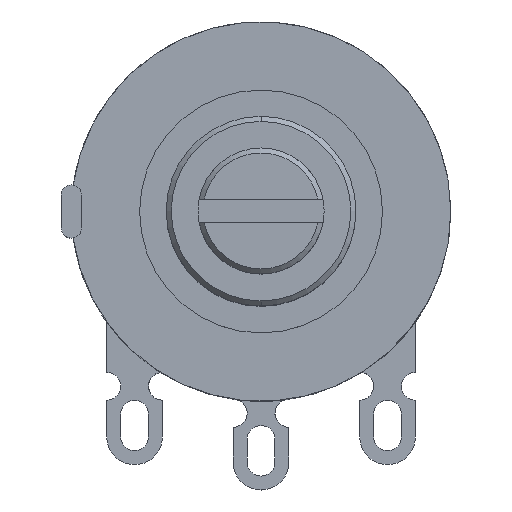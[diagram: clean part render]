
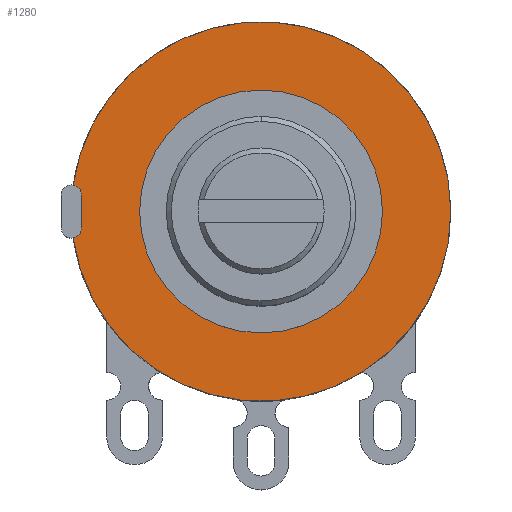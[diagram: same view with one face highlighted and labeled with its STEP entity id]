
A CAD part, top view. The second image highlights one B-rep face of the part: STEP entity #1280.
In plain terms, the highlighted planar face has unit normal (0, 0, 1).
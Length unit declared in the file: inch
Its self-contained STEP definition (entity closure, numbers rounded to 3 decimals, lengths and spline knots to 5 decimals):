
#2=CARTESIAN_POINT('',(0.,0.,0.));
#3=DIRECTION('',(0.,0.,1.));
#4=DIRECTION('',(0.,-1.,0.));
#5=AXIS2_PLACEMENT_3D('',#2,#3,#4);
#7=CARTESIAN_POINT('',(0.,0.,0.));
#8=DIRECTION('',(0.,0.,1.));
#9=DIRECTION('',(0.,1.,0.));
#10=AXIS2_PLACEMENT_3D('',#7,#8,#9);
#12=CARTESIAN_POINT('',(-0.375,-0.0325,0.));
#13=DIRECTION('',(0.,0.,1.));
#14=DIRECTION('',(0.182,-0.983,0.));
#15=AXIS2_PLACEMENT_3D('',#12,#13,#14);
#17=DIRECTION('',(0.,1.,0.));
#18=VECTOR('',#17,0.065);
#19=CARTESIAN_POINT('',(-0.355,-0.0325,0.));
#20=LINE('',#19,#18);
#21=CARTESIAN_POINT('',(-0.375,0.0325,0.));
#22=DIRECTION('',(0.,0.,1.));
#23=DIRECTION('',(1.,0.,0.));
#24=AXIS2_PLACEMENT_3D('',#21,#22,#23);
#26=CARTESIAN_POINT('',(0.,0.,0.));
#27=DIRECTION('',(0.,0.,-1.));
#28=DIRECTION('',(-0.99,0.139,0.));
#29=AXIS2_PLACEMENT_3D('',#26,#27,#28);
#31=CARTESIAN_POINT('',(0.,0.,0.));
#32=DIRECTION('',(0.,0.,-1.));
#33=DIRECTION('',(1.,0.,0.));
#34=AXIS2_PLACEMENT_3D('',#31,#32,#33);
#979=CARTESIAN_POINT('',(0.,-0.24,0.));
#980=CARTESIAN_POINT('',(0.,0.24,0.));
#981=VERTEX_POINT('',#979);
#982=VERTEX_POINT('',#980);
#1002=CARTESIAN_POINT('',(0.375,0.,0.));
#1004=VERTEX_POINT('',#1002);
#1191=CARTESIAN_POINT('',(-0.37135,-0.05216,0.));
#1192=CARTESIAN_POINT('',(-0.355,-0.0325,0.));
#1193=VERTEX_POINT('',#1191);
#1194=VERTEX_POINT('',#1192);
#1195=CARTESIAN_POINT('',(-0.355,0.0325,0.));
#1196=VERTEX_POINT('',#1195);
#1197=CARTESIAN_POINT('',(-0.37135,0.05216,0.));
#1198=VERTEX_POINT('',#1197);
#1257=CARTESIAN_POINT('',(0.,0.,0.));
#1258=DIRECTION('',(0.,0.,1.));
#1259=DIRECTION('',(1.,0.,0.));
#1260=AXIS2_PLACEMENT_3D('',#1257,#1258,#1259);
#1261=PLANE('',#1260);
#1263=ORIENTED_EDGE('',*,*,#1262,.T.);
#1265=ORIENTED_EDGE('',*,*,#1264,.T.);
#1267=ORIENTED_EDGE('',*,*,#1266,.T.);
#1269=ORIENTED_EDGE('',*,*,#1268,.T.);
#1271=ORIENTED_EDGE('',*,*,#1270,.T.);
#1272=EDGE_LOOP('',(#1263,#1265,#1267,#1269,#1271));
#1273=FACE_OUTER_BOUND('',#1272,.F.);
#1275=ORIENTED_EDGE('',*,*,#1274,.T.);
#1277=ORIENTED_EDGE('',*,*,#1276,.T.);
#1278=EDGE_LOOP('',(#1275,#1277));
#1279=FACE_BOUND('',#1278,.F.);
#1280=ADVANCED_FACE('',(#1273,#1279),#1261,.T.);
#6=CIRCLE('',#5,0.24);
#11=CIRCLE('',#10,0.24);
#16=CIRCLE('',#15,0.02);
#25=CIRCLE('',#24,0.02);
#30=CIRCLE('',#29,0.375);
#35=CIRCLE('',#34,0.375);
#1262=EDGE_CURVE('',#1193,#1194,#16,.T.);
#1264=EDGE_CURVE('',#1194,#1196,#20,.T.);
#1266=EDGE_CURVE('',#1196,#1198,#25,.T.);
#1268=EDGE_CURVE('',#1198,#1004,#30,.T.);
#1270=EDGE_CURVE('',#1004,#1193,#35,.T.);
#1274=EDGE_CURVE('',#981,#982,#6,.T.);
#1276=EDGE_CURVE('',#982,#981,#11,.T.);
